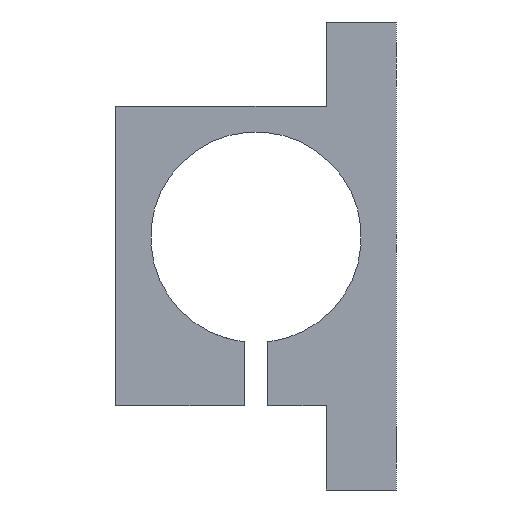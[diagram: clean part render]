
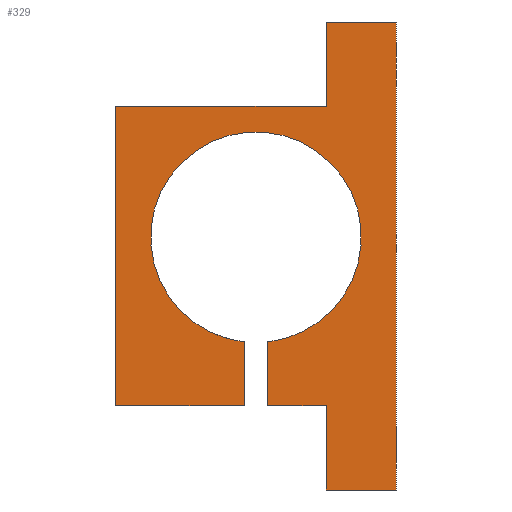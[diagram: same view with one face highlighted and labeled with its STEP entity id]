
A CAD part, left-side view. The second image highlights one B-rep face of the part: STEP entity #329.
In plain terms, the highlighted planar face has unit normal (-1, 0, 0).
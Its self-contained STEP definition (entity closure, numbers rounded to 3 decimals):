
#6 = VECTOR ( 'NONE', #158, 1000. ) ;
#11 = EDGE_CURVE ( 'NONE', #786, #384, #621, .T. ) ;
#13 = PLANE ( 'NONE',  #485 ) ;
#18 = VECTOR ( 'NONE', #79, 1000. ) ;
#22 = CARTESIAN_POINT ( 'NONE',  ( 0., 2.5, -22.361 ) ) ;
#41 = ORIENTED_EDGE ( 'NONE', *, *, #67, .F. ) ;
#51 = DIRECTION ( 'NONE',  ( 0., 0., -1. ) ) ;
#56 = EDGE_CURVE ( 'NONE', #873, #59, #708, .T. ) ;
#59 = VERTEX_POINT ( 'NONE', #783 ) ;
#61 = EDGE_CURVE ( 'NONE', #244, #912, #673, .T. ) ;
#65 = EDGE_CURVE ( 'NONE', #850, #786, #876, .T. ) ;
#67 = EDGE_CURVE ( 'NONE', #912, #496, #833, .T. ) ;
#79 = DIRECTION ( 'NONE',  ( 0., 0., 1. ) ) ;
#100 = LINE ( 'NONE', #129, #754 ) ;
#112 = ORIENTED_EDGE ( 'NONE', *, *, #376, .F. ) ;
#129 = CARTESIAN_POINT ( 'NONE',  ( 0., -15., -36. ) ) ;
#131 = CARTESIAN_POINT ( 'NONE',  ( 0., 0., 0. ) ) ;
#158 = DIRECTION ( 'NONE',  ( 0., 1., 0. ) ) ;
#160 = CARTESIAN_POINT ( 'NONE',  ( 0., -2.5, -36. ) ) ;
#161 = VERTEX_POINT ( 'NONE', #580 ) ;
#178 = CARTESIAN_POINT ( 'NONE',  ( 0., 30., -36. ) ) ;
#192 = ORIENTED_EDGE ( 'NONE', *, *, #65, .F. ) ;
#197 = VECTOR ( 'NONE', #51, 1000. ) ;
#214 = CARTESIAN_POINT ( 'NONE',  ( 0., 2.5, -36. ) ) ;
#230 = DIRECTION ( 'NONE',  ( 0., 0., 1. ) ) ;
#231 = DIRECTION ( 'NONE',  ( 0., 0., 1. ) ) ;
#244 = VERTEX_POINT ( 'NONE', #913 ) ;
#293 = CARTESIAN_POINT ( 'NONE',  ( 0., -15., 46. ) ) ;
#296 = VERTEX_POINT ( 'NONE', #331 ) ;
#302 = DIRECTION ( 'NONE',  ( 0., -1., 0. ) ) ;
#304 = LINE ( 'NONE', #379, #491 ) ;
#329 = ADVANCED_FACE ( 'NONE', ( #810 ), #13, .F. ) ;
#331 = CARTESIAN_POINT ( 'NONE',  ( 0., -15., -54. ) ) ;
#349 = CARTESIAN_POINT ( 'NONE',  ( 0., -30., 46. ) ) ;
#364 = DIRECTION ( 'NONE',  ( 0., 0., 1. ) ) ;
#371 = ORIENTED_EDGE ( 'NONE', *, *, #378, .F. ) ;
#376 = EDGE_CURVE ( 'NONE', #838, #699, #304, .T. ) ;
#378 = EDGE_CURVE ( 'NONE', #496, #873, #617, .T. ) ;
#379 = CARTESIAN_POINT ( 'NONE',  ( 0., 2.5, -22.361 ) ) ;
#384 = VERTEX_POINT ( 'NONE', #535 ) ;
#393 = LINE ( 'NONE', #349, #197 ) ;
#409 = ORIENTED_EDGE ( 'NONE', *, *, #61, .F. ) ;
#455 = VECTOR ( 'NONE', #231, 1000. ) ;
#465 = ORIENTED_EDGE ( 'NONE', *, *, #926, .F. ) ;
#485 = AXIS2_PLACEMENT_3D ( 'NONE', #131, #819, #880 ) ;
#491 = VECTOR ( 'NONE', #576, 1000. ) ;
#496 = VERTEX_POINT ( 'NONE', #639 ) ;
#499 = ORIENTED_EDGE ( 'NONE', *, *, #853, .F. ) ;
#515 = ORIENTED_EDGE ( 'NONE', *, *, #874, .F. ) ;
#520 = DIRECTION ( 'NONE',  ( 0., 0., -1. ) ) ;
#535 = CARTESIAN_POINT ( 'NONE',  ( 0., -2.5, -22.361 ) ) ;
#564 = CARTESIAN_POINT ( 'NONE',  ( 0., 30., -36. ) ) ;
#569 = CIRCLE ( 'NONE', #948, 22.5 ) ;
#576 = DIRECTION ( 'NONE',  ( 0., 0., -1. ) ) ;
#577 = ORIENTED_EDGE ( 'NONE', *, *, #11, .F. ) ;
#580 = CARTESIAN_POINT ( 'NONE',  ( 0., -30., -54. ) ) ;
#582 = ORIENTED_EDGE ( 'NONE', *, *, #890, .F. ) ;
#584 = CARTESIAN_POINT ( 'NONE',  ( 0., -2.5, -22.361 ) ) ;
#617 = LINE ( 'NONE', #682, #455 ) ;
#618 = ORIENTED_EDGE ( 'NONE', *, *, #871, .F. ) ;
#621 = LINE ( 'NONE', #584, #18 ) ;
#639 = CARTESIAN_POINT ( 'NONE',  ( 0., -15., 28. ) ) ;
#645 = VECTOR ( 'NONE', #933, 1000. ) ;
#673 = LINE ( 'NONE', #178, #738 ) ;
#682 = CARTESIAN_POINT ( 'NONE',  ( 0., -15., 28. ) ) ;
#686 = CARTESIAN_POINT ( 'NONE',  ( 0., -15., -36. ) ) ;
#699 = VERTEX_POINT ( 'NONE', #214 ) ;
#703 = LINE ( 'NONE', #564, #645 ) ;
#708 = LINE ( 'NONE', #789, #755 ) ;
#715 = CARTESIAN_POINT ( 'NONE',  ( 0., -30., -54. ) ) ;
#717 = VECTOR ( 'NONE', #727, 1000. ) ;
#727 = DIRECTION ( 'NONE',  ( 0., 1., 0. ) ) ;
#738 = VECTOR ( 'NONE', #364, 1000. ) ;
#754 = VECTOR ( 'NONE', #230, 1000. ) ;
#755 = VECTOR ( 'NONE', #302, 1000. ) ;
#772 = CARTESIAN_POINT ( 'NONE',  ( 0., 30., 28. ) ) ;
#783 = CARTESIAN_POINT ( 'NONE',  ( 0., -30., 46. ) ) ;
#786 = VERTEX_POINT ( 'NONE', #886 ) ;
#788 = VECTOR ( 'NONE', #804, 1000. ) ;
#789 = CARTESIAN_POINT ( 'NONE',  ( 0., -15., 46. ) ) ;
#801 = DIRECTION ( 'NONE',  ( -1., 0., 0. ) ) ;
#804 = DIRECTION ( 'NONE',  ( 0., -1., 0. ) ) ;
#810 = FACE_OUTER_BOUND ( 'NONE', #865, .T. ) ;
#819 = DIRECTION ( 'NONE',  ( 1., 0., 0. ) ) ;
#833 = LINE ( 'NONE', #947, #788 ) ;
#838 = VERTEX_POINT ( 'NONE', #22 ) ;
#840 = ORIENTED_EDGE ( 'NONE', *, *, #56, .F. ) ;
#850 = VERTEX_POINT ( 'NONE', #686 ) ;
#853 = EDGE_CURVE ( 'NONE', #296, #850, #100, .T. ) ;
#865 = EDGE_LOOP ( 'NONE', ( #582, #840, #371, #41, #409, #465, #112, #515, #577, #192, #499, #618 ) ) ;
#871 = EDGE_CURVE ( 'NONE', #161, #296, #875, .T. ) ;
#873 = VERTEX_POINT ( 'NONE', #293 ) ;
#874 = EDGE_CURVE ( 'NONE', #384, #838, #569, .T. ) ;
#875 = LINE ( 'NONE', #715, #6 ) ;
#876 = LINE ( 'NONE', #160, #717 ) ;
#880 = DIRECTION ( 'NONE',  ( 0., 0., -1. ) ) ;
#886 = CARTESIAN_POINT ( 'NONE',  ( 0., -2.5, -36. ) ) ;
#890 = EDGE_CURVE ( 'NONE', #59, #161, #393, .T. ) ;
#893 = CARTESIAN_POINT ( 'NONE',  ( 0., 0., 0. ) ) ;
#912 = VERTEX_POINT ( 'NONE', #772 ) ;
#913 = CARTESIAN_POINT ( 'NONE',  ( 0., 30., -36. ) ) ;
#926 = EDGE_CURVE ( 'NONE', #699, #244, #703, .T. ) ;
#933 = DIRECTION ( 'NONE',  ( 0., 1., 0. ) ) ;
#947 = CARTESIAN_POINT ( 'NONE',  ( 0., 30., 28. ) ) ;
#948 = AXIS2_PLACEMENT_3D ( 'NONE', #893, #801, #520 ) ;
